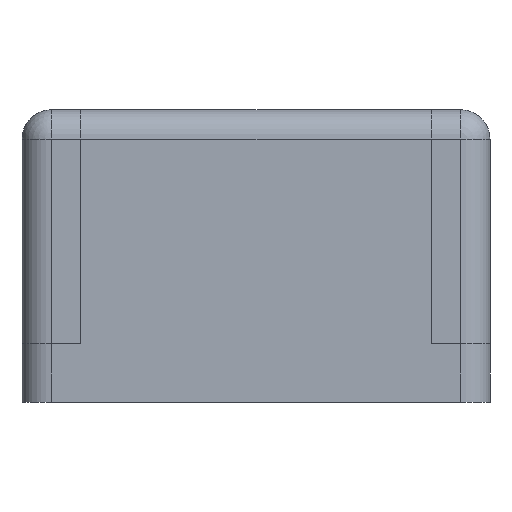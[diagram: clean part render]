
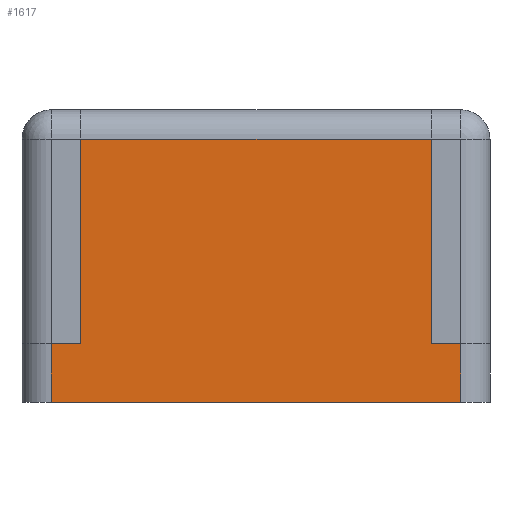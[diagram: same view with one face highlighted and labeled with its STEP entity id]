
A CAD part, left-side view. The second image highlights one B-rep face of the part: STEP entity #1617.
In plain terms, the highlighted planar face has unit normal (-1, 0, 0).
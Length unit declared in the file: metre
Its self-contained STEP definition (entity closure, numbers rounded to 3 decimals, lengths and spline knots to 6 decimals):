
#403=ORIENTED_EDGE('',*,*,#817,.T.);
#404=ORIENTED_EDGE('',*,*,#818,.T.);
#405=ORIENTED_EDGE('',*,*,#813,.F.);
#406=ORIENTED_EDGE('',*,*,#819,.F.);
#407=ORIENTED_EDGE('',*,*,#820,.T.);
#408=ORIENTED_EDGE('',*,*,#821,.T.);
#409=ORIENTED_EDGE('',*,*,#810,.F.);
#410=ORIENTED_EDGE('',*,*,#822,.T.);
#810=EDGE_CURVE('',#1008,#1009,#1104,.T.);
#813=EDGE_CURVE('',#1010,#1011,#1107,.T.);
#817=EDGE_CURVE('',#1014,#1015,#1109,.T.);
#818=EDGE_CURVE('',#1015,#1011,#1110,.T.);
#819=EDGE_CURVE('',#1016,#1010,#1111,.T.);
#820=EDGE_CURVE('',#1016,#1017,#1112,.F.);
#821=EDGE_CURVE('',#1017,#1009,#1113,.T.);
#822=EDGE_CURVE('',#1008,#1014,#1114,.F.);
#1008=VERTEX_POINT('',#3305);
#1009=VERTEX_POINT('',#3307);
#1010=VERTEX_POINT('',#3310);
#1011=VERTEX_POINT('',#3312);
#1014=VERTEX_POINT('',#3320);
#1015=VERTEX_POINT('',#3321);
#1016=VERTEX_POINT('',#3324);
#1017=VERTEX_POINT('',#3326);
#1104=LINE('',#3306,#1236);
#1107=LINE('',#3311,#1239);
#1109=LINE('',#3319,#1241);
#1110=LINE('',#3322,#1242);
#1111=LINE('',#3323,#1243);
#1112=LINE('',#3325,#1244);
#1113=LINE('',#3327,#1245);
#1114=LINE('',#3328,#1246);
#1236=VECTOR('',#2001,1.);
#1239=VECTOR('',#2004,1.);
#1241=VECTOR('',#2012,1.);
#1242=VECTOR('',#2013,1.);
#1243=VECTOR('',#2014,1.);
#1244=VECTOR('',#2015,1.);
#1245=VECTOR('',#2016,1.);
#1246=VECTOR('',#2017,1.);
#1346=EDGE_LOOP('',(#403,#404,#405,#406,#407,#408,#409,#410));
#1455=FACE_BOUND('',#1346,.T.);
#1523=PLANE('',#1752);
#1617=ADVANCED_FACE('',(#1455),#1523,.T.);
#1752=AXIS2_PLACEMENT_3D('',#3318,#2010,#2011);
#2001=DIRECTION('',(0.,-1.,0.));
#2004=DIRECTION('',(0.,-1.,0.));
#2010=DIRECTION('',(-1.,0.,0.));
#2011=DIRECTION('',(0.,0.,1.));
#2012=DIRECTION('',(0.,-1.,0.));
#2013=DIRECTION('',(0.,0.,1.));
#2014=DIRECTION('',(0.,0.,-1.));
#2015=DIRECTION('',(0.,-1.,0.));
#2016=DIRECTION('',(0.,0.,-1.));
#2017=DIRECTION('',(0.,0.,1.));
#3305=CARTESIAN_POINT('',(-0.046331,0.029916,0.));
#3306=CARTESIAN_POINT('',(-0.046331,0.029916,0.));
#3307=CARTESIAN_POINT('',(-0.046331,0.028416,0.));
#3310=CARTESIAN_POINT('',(-0.046331,0.010416,0.));
#3311=CARTESIAN_POINT('',(-0.046331,0.029916,0.));
#3312=CARTESIAN_POINT('',(-0.046331,0.008916,0.));
#3318=CARTESIAN_POINT('',(-0.046331,0.029916,-0.003));
#3319=CARTESIAN_POINT('',(-0.046331,0.029916,-0.003));
#3320=CARTESIAN_POINT('',(-0.046331,0.029916,-0.003));
#3321=CARTESIAN_POINT('',(-0.046331,0.008916,-0.003));
#3322=CARTESIAN_POINT('',(-0.046331,0.008916,-0.003));
#3323=CARTESIAN_POINT('',(-0.046331,0.010416,0.012));
#3324=CARTESIAN_POINT('',(-0.046331,0.010416,0.0105));
#3325=CARTESIAN_POINT('',(-0.046331,0.029916,0.0105));
#3326=CARTESIAN_POINT('',(-0.046331,0.028416,0.0105));
#3327=CARTESIAN_POINT('',(-0.046331,0.028416,0.012));
#3328=CARTESIAN_POINT('',(-0.046331,0.029916,-0.003));
